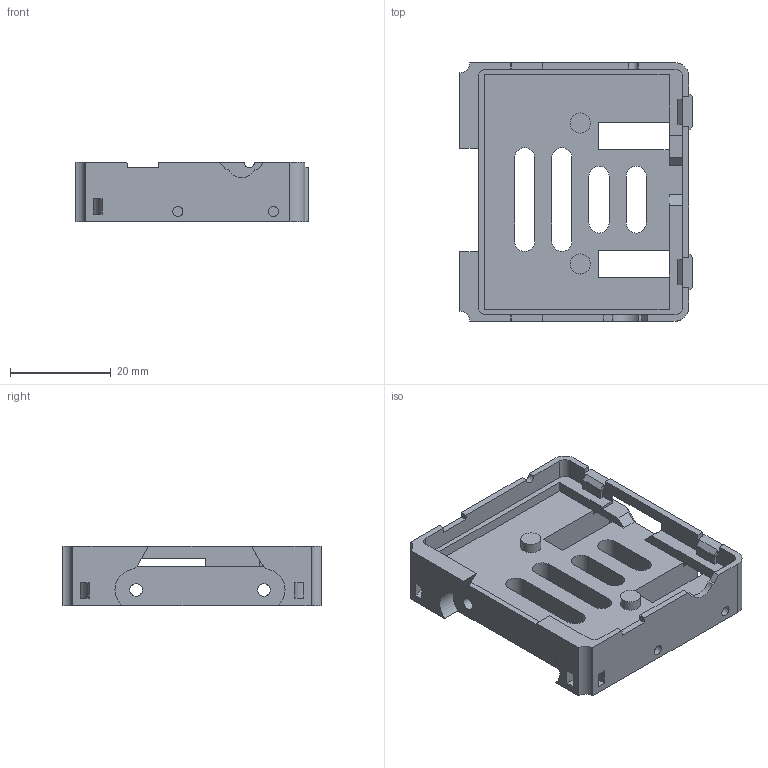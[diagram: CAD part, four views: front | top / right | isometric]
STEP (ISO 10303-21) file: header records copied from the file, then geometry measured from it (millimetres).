
FILE_DESCRIPTION(/* description */ (''),/* implementation_level */ '2;1');
FILE_NAME(/* name */ 'omhv732_rear.step',/* time_stamp */ '2023-03-18T10:43:12-07:00',/* author */ (''),/* organization */ (''),/* preprocessor_version */ 'ST-DEVELOPER v19.2',/* originating_system */ 'Autodesk Translation Framework v11.17.0.187',/* authorisation */ '');
FILE_SCHEMA (('AUTOMOTIVE_DESIGN { 1 0 10303 214 3 1 1 }'));
Length unit declared in the file: millimetre
Products named in the file (1): omhv732_rear
Bounding box: 46.26 x 51.37 x 11.75 mm (x, y, z)
Volume: 11429.4 mm3; surface area: 8927.8 mm2
Topology: 1 solids, 1 shells, 500 faces, 1398 edges, 916 vertices
Faces by surface type: plane 383, bspline 81, cylinder 36
Full cylindrical faces by diameter (mm): 2 x4, 2.5 x2, 4 x2
Entity records: 18578 total; most frequent: CARTESIAN_POINT 6260, ORIENTED_EDGE 2796, DIRECTION 2086, EDGE_CURVE 1398, LINE 1098, VECTOR 1098, VERTEX_POINT 916, EDGE_LOOP 544
